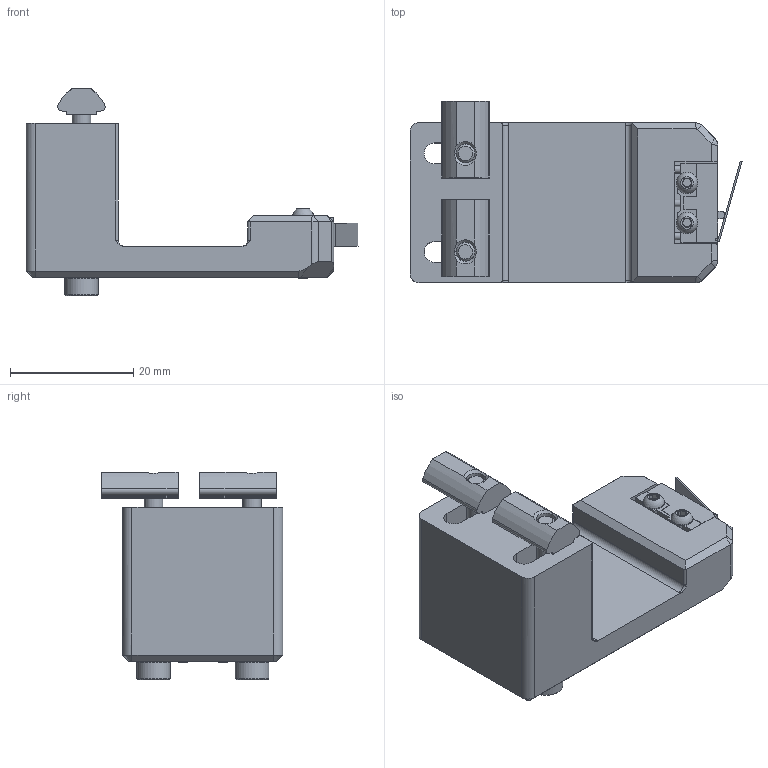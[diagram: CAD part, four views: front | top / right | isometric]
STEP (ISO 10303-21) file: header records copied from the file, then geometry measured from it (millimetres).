
FILE_DESCRIPTION(/* description */ (''),/* implementation_level */ '2;1');
FILE_NAME(/* name */ '_1_X_endstop.step',/* time_stamp */ '2025-06-10T11:59:31+02:00',/* author */ (''),/* organization */ (''),/* preprocessor_version */ 'ST-DEVELOPER v20.1',/* originating_system */ 'Autodesk Translation Framework v14.10.0.0',/* authorisation */ '');
FILE_SCHEMA (('AUTOMOTIVE_DESIGN { 1 0 10303 214 3 1 1 }'));
Length unit declared in the file: millimetre
Products named in the file (7): _1_X_endstop; _X_endstop_hardware; M3 2020 drop-in T-nut; KW10 microswitch; M2x10 self-tapping screw; M3x30 SHCS; X_endstop_housing
Assembly tree (9 placements, depth 3):
  _1_X_endstop
    _X_endstop_hardware
      M3 2020 drop-in T-nut  x2
      KW10 microswitch
      M2x10 self-tapping screw  x2
      M3x30 SHCS  x2
    X_endstop_housing
Bounding box: 53.93 x 29.5 x 33.7 mm (x, y, z)
Volume: 14679.8 mm3; surface area: 8718 mm2
Topology: 9 solids, 9 shells, 285 faces, 705 edges, 450 vertices
Faces by surface type: plane 159, cylinder 68, cone 42, torus 12, sphere 2, bspline 2
Full cylindrical faces by diameter (mm): 0.4 x3, 1.2 x3, 1.7 x2, 2 x3, 3 x2, 3.086 x2, 3.108 x2, 3.5 x2, 5.5 x2
Entity records: 7117 total; most frequent: CARTESIAN_POINT 1395, DIRECTION 1153, ORIENTED_EDGE 1136, EDGE_CURVE 568, AXIS2_PLACEMENT_3D 390, LINE 373, VECTOR 373, VERTEX_POINT 364
